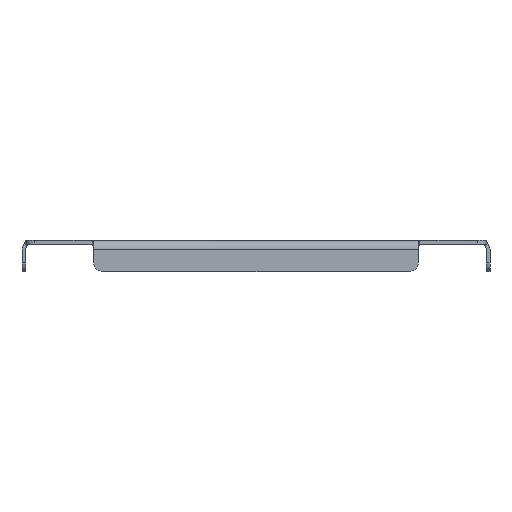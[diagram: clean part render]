
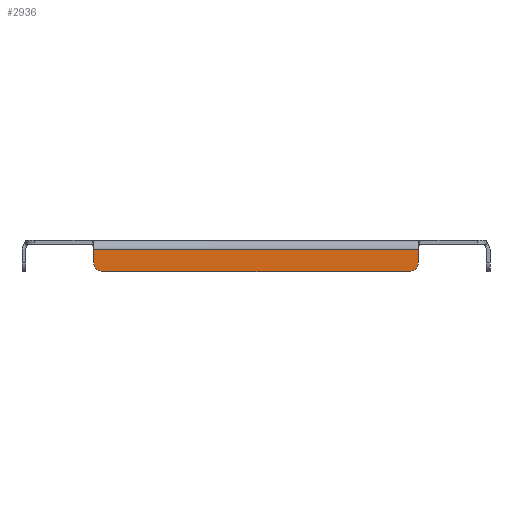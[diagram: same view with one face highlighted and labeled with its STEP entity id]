
A CAD part, front view. The second image highlights one B-rep face of the part: STEP entity #2936.
In plain terms, the highlighted planar face has unit normal (0, -1, 0).
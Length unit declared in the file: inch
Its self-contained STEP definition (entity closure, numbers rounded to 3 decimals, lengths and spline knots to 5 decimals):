
#23 = CARTESIAN_POINT ( 'NONE',  ( -4.24175, -10.47075, -0.608 ) ) ;
#26 = FACE_OUTER_BOUND ( 'NONE', #850, .T. ) ;
#46 = VERTEX_POINT ( 'NONE', #1771 ) ;
#215 = CARTESIAN_POINT ( 'NONE',  ( 4.49175, -10.47075, -0.2465 ) ) ;
#224 = VECTOR ( 'NONE', #2295, 39.37008 ) ;
#250 = DIRECTION ( 'NONE',  ( 0., -1., 0. ) ) ;
#270 = PLANE ( 'NONE',  #380 ) ;
#272 = CARTESIAN_POINT ( 'NONE',  ( 4.49175, -10.47075, -0.2465 ) ) ;
#308 = ORIENTED_EDGE ( 'NONE', *, *, #577, .F. ) ;
#323 = VERTEX_POINT ( 'NONE', #1495 ) ;
#372 = ORIENTED_EDGE ( 'NONE', *, *, #1258, .F. ) ;
#378 = DIRECTION ( 'NONE',  ( -1., 0., 0. ) ) ;
#380 = AXIS2_PLACEMENT_3D ( 'NONE', #775, #250, #2770 ) ;
#426 = CARTESIAN_POINT ( 'NONE',  ( 0., -10.47075, -0.858 ) ) ;
#456 = DIRECTION ( 'NONE',  ( 0., 0., -1. ) ) ;
#577 = EDGE_CURVE ( 'NONE', #1728, #1743, #3142, .T. ) ;
#627 = VECTOR ( 'NONE', #2275, 39.37008 ) ;
#726 = CIRCLE ( 'NONE', #2552, 0.25 ) ;
#775 = CARTESIAN_POINT ( 'NONE',  ( -6.36675, -10.47075, 0. ) ) ;
#813 = VERTEX_POINT ( 'NONE', #272 ) ;
#850 = EDGE_LOOP ( 'NONE', ( #1063, #372, #308, #2403, #1832, #892 ) ) ;
#853 = VECTOR ( 'NONE', #378, 39.37008 ) ;
#892 = ORIENTED_EDGE ( 'NONE', *, *, #1157, .F. ) ;
#1001 = CARTESIAN_POINT ( 'NONE',  ( 4.49175, -10.47075, -0.608 ) ) ;
#1002 = CARTESIAN_POINT ( 'NONE',  ( -4.49175, -10.47075, -0.55225 ) ) ;
#1063 = ORIENTED_EDGE ( 'NONE', *, *, #2978, .F. ) ;
#1091 = CARTESIAN_POINT ( 'NONE',  ( -4.24175, -10.47075, -0.858 ) ) ;
#1153 = VERTEX_POINT ( 'NONE', #1001 ) ;
#1157 = EDGE_CURVE ( 'NONE', #46, #813, #1246, .T. ) ;
#1201 = CARTESIAN_POINT ( 'NONE',  ( 4.24175, -10.47075, -0.608 ) ) ;
#1246 = LINE ( 'NONE', #215, #627 ) ;
#1258 = EDGE_CURVE ( 'NONE', #1743, #323, #726, .T. ) ;
#1495 = CARTESIAN_POINT ( 'NONE',  ( -4.49175, -10.47075, -0.608 ) ) ;
#1558 = VECTOR ( 'NONE', #456, 39.37008 ) ;
#1619 = EDGE_CURVE ( 'NONE', #813, #1153, #2221, .T. ) ;
#1655 = DIRECTION ( 'NONE',  ( 0., 0., -1. ) ) ;
#1728 = VERTEX_POINT ( 'NONE', #2532 ) ;
#1734 = DIRECTION ( 'NONE',  ( 1., 0., 0. ) ) ;
#1743 = VERTEX_POINT ( 'NONE', #1091 ) ;
#1771 = CARTESIAN_POINT ( 'NONE',  ( -4.49175, -10.47075, -0.2465 ) ) ;
#1784 = LINE ( 'NONE', #1002, #224 ) ;
#1832 = ORIENTED_EDGE ( 'NONE', *, *, #1619, .F. ) ;
#1941 = CARTESIAN_POINT ( 'NONE',  ( 4.49175, -10.47075, -0.55225 ) ) ;
#2206 = CIRCLE ( 'NONE', #2418, 0.25 ) ;
#2221 = LINE ( 'NONE', #1941, #1558 ) ;
#2275 = DIRECTION ( 'NONE',  ( 1., 0., 0. ) ) ;
#2295 = DIRECTION ( 'NONE',  ( 0., 0., 1. ) ) ;
#2403 = ORIENTED_EDGE ( 'NONE', *, *, #2852, .F. ) ;
#2418 = AXIS2_PLACEMENT_3D ( 'NONE', #1201, #2702, #1655 ) ;
#2532 = CARTESIAN_POINT ( 'NONE',  ( 4.24175, -10.47075, -0.858 ) ) ;
#2552 = AXIS2_PLACEMENT_3D ( 'NONE', #23, #2996, #1734 ) ;
#2702 = DIRECTION ( 'NONE',  ( 0., 1., 0. ) ) ;
#2770 = DIRECTION ( 'NONE',  ( 0., 0., -1. ) ) ;
#2852 = EDGE_CURVE ( 'NONE', #1153, #1728, #2206, .T. ) ;
#2936 = ADVANCED_FACE ( 'NONE', ( #26 ), #270, .T. ) ;
#2978 = EDGE_CURVE ( 'NONE', #323, #46, #1784, .T. ) ;
#2996 = DIRECTION ( 'NONE',  ( 0., 1., 0. ) ) ;
#3142 = LINE ( 'NONE', #426, #853 ) ;
